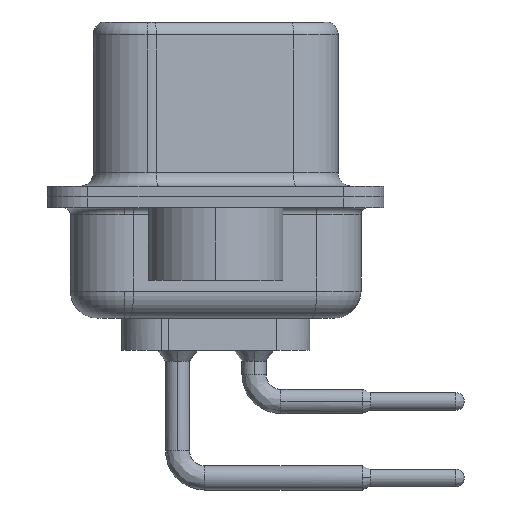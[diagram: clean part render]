
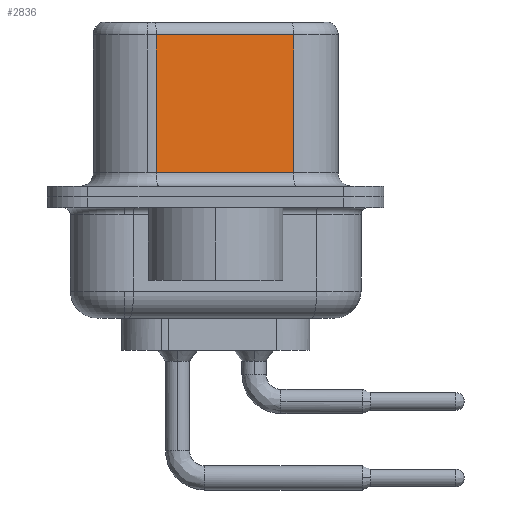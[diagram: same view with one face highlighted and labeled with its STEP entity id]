
A CAD part, left-side view. The second image highlights one B-rep face of the part: STEP entity #2836.
In plain terms, the highlighted planar face has unit normal (-0.985, -0.174, 0).
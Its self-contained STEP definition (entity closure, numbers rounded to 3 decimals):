
#51 = PLANE ( 'NONE',  #9227 ) ;
#187 = LINE ( 'NONE', #17887, #7587 ) ;
#261 = VERTEX_POINT ( 'NONE', #3370 ) ;
#269 = LINE ( 'NONE', #16560, #16200 ) ;
#777 = CARTESIAN_POINT ( 'NONE',  ( 3.68, 2.203, 6.02 ) ) ;
#942 = CARTESIAN_POINT ( 'NONE',  ( 3.68, 2.203, 0.9 ) ) ;
#1771 = CARTESIAN_POINT ( 'NONE',  ( 4.58, -2.897, 6.02 ) ) ;
#1862 = EDGE_CURVE ( 'NONE', #17671, #261, #7147, .T. ) ;
#2836 = ADVANCED_FACE ( 'NONE', ( #7108 ), #51, .F. ) ;
#3370 = CARTESIAN_POINT ( 'NONE',  ( 4.58, -2.897, 0.9 ) ) ;
#4557 = EDGE_LOOP ( 'NONE', ( #14078, #19420, #19366, #16974 ) ) ;
#4881 = VECTOR ( 'NONE', #16786, 1000. ) ;
#7108 = FACE_OUTER_BOUND ( 'NONE', #4557, .T. ) ;
#7147 = LINE ( 'NONE', #18165, #14714 ) ;
#7508 = DIRECTION ( 'NONE',  ( 0., 0., -1. ) ) ;
#7587 = VECTOR ( 'NONE', #14827, 1000. ) ;
#7961 = DIRECTION ( 'NONE',  ( -0.174, 0.985, 0. ) ) ;
#8414 = EDGE_CURVE ( 'NONE', #13716, #261, #269, .T. ) ;
#8841 = LINE ( 'NONE', #1771, #4881 ) ;
#9202 = EDGE_CURVE ( 'NONE', #13716, #18653, #8841, .T. ) ;
#9227 = AXIS2_PLACEMENT_3D ( 'NONE', #10630, #17017, #7961 ) ;
#10630 = CARTESIAN_POINT ( 'NONE',  ( 4.58, -2.897, 6.52 ) ) ;
#13716 = VERTEX_POINT ( 'NONE', #18664 ) ;
#14078 = ORIENTED_EDGE ( 'NONE', *, *, #8414, .F. ) ;
#14714 = VECTOR ( 'NONE', #18823, 1000. ) ;
#14827 = DIRECTION ( 'NONE',  ( 0., 0., -1. ) ) ;
#16200 = VECTOR ( 'NONE', #7508, 1000. ) ;
#16486 = EDGE_CURVE ( 'NONE', #18653, #17671, #187, .T. ) ;
#16560 = CARTESIAN_POINT ( 'NONE',  ( 4.58, -2.897, 6.52 ) ) ;
#16786 = DIRECTION ( 'NONE',  ( -0.174, 0.985, 0. ) ) ;
#16974 = ORIENTED_EDGE ( 'NONE', *, *, #1862, .T. ) ;
#17017 = DIRECTION ( 'NONE',  ( 0.985, 0.174, 0. ) ) ;
#17671 = VERTEX_POINT ( 'NONE', #942 ) ;
#17887 = CARTESIAN_POINT ( 'NONE',  ( 3.68, 2.203, 6.52 ) ) ;
#18165 = CARTESIAN_POINT ( 'NONE',  ( 4.58, -2.897, 0.9 ) ) ;
#18653 = VERTEX_POINT ( 'NONE', #777 ) ;
#18664 = CARTESIAN_POINT ( 'NONE',  ( 4.58, -2.897, 6.02 ) ) ;
#18823 = DIRECTION ( 'NONE',  ( 0.174, -0.985, 0. ) ) ;
#19366 = ORIENTED_EDGE ( 'NONE', *, *, #16486, .T. ) ;
#19420 = ORIENTED_EDGE ( 'NONE', *, *, #9202, .T. ) ;
